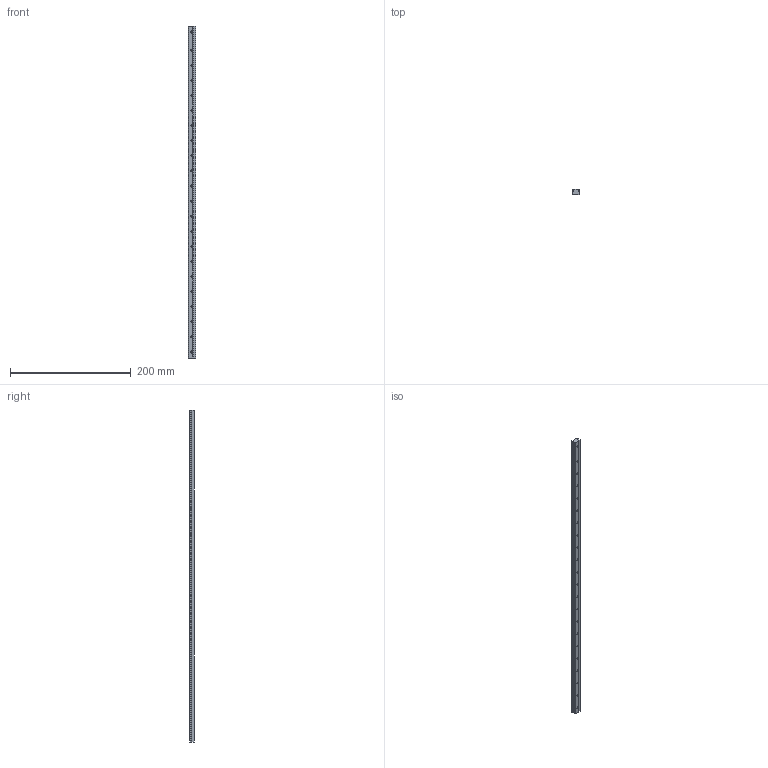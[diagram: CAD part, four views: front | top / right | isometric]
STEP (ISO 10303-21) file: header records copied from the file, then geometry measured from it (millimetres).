
FILE_DESCRIPTION (( 'STEP AP214' ), '1' );
FILE_NAME ('MGN12 LINEAR GUIDE RAIL, CONFIGURABLE, 550 mm.STEP', '2018-10-15T06:56:12', ( '' ), ( '' ), 'SwSTEP 2.0', 'SolidWorks 2018', '' );
FILE_SCHEMA (( 'AUTOMOTIVE_DESIGN' ));
Length unit declared in the file: millimetre
Products named in the file (2): MGN12 LINEAR GUIDE RAIL, CONFIGURABLE, 550 mm
Bounding box: 11.97 x 8 x 550 mm (x, y, z)
Volume: 46402.8 mm3; surface area: 25832.4 mm2
Topology: 1 solids, 1 shells, 148 faces, 438 edges, 292 vertices
Faces by surface type: cylinder 107, plane 41
Entity records: 5369 total; most frequent: CARTESIAN_POINT 1078, DIRECTION 952, ORIENTED_EDGE 876, EDGE_CURVE 438, AXIS2_PLACEMENT_3D 386, VERTEX_POINT 292, CIRCLE 236, EDGE_LOOP 192
